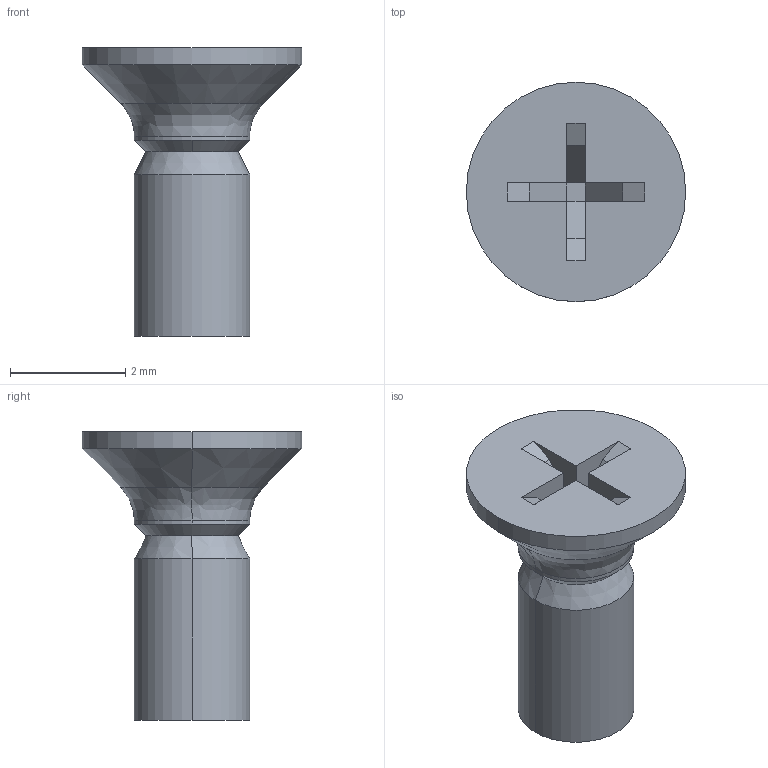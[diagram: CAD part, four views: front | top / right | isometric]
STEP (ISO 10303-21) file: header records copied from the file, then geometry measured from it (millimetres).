
FILE_DESCRIPTION (( 'STEP AP203' ), '1' );
FILE_NAME ('DIN EN ISO 7046-2 H M2x5 - 8.8 - H1.step', '2017-06-22T15:55:35', ( '' ), ( '' ), 'SwSTEP 2.0', 'SolidWorks 2016', '' );
FILE_SCHEMA (( 'CONFIG_CONTROL_DESIGN' ));
Length unit declared in the file: millimetre
Products named in the file (1): DIN EN ISO 7046-2 H M2x5 - 8.8 - H1
Bounding box: 3.8 x 3.8 x 5 mm (x, y, z)
Surface area: 58 mm2 (no closed solid volume)
Topology: 0 solids, 1 shells, 33 faces, 74 edges, 44 vertices
Faces by surface type: plane 19, cylinder 6, cone 6, bspline 2
Entity records: 999 total; most frequent: CARTESIAN_POINT 188, DIRECTION 156, ORIENTED_EDGE 148, EDGE_CURVE 74, AXIS2_PLACEMENT_3D 52, VECTOR 52, LINE 52, VERTEX_POINT 44
